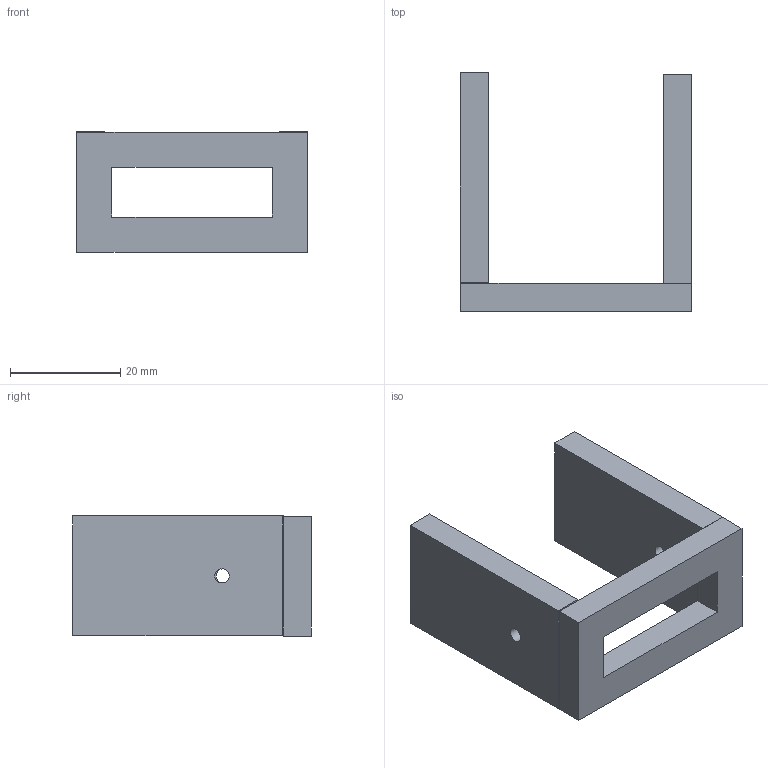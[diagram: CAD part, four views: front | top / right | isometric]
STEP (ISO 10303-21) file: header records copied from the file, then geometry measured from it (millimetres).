
FILE_DESCRIPTION(/* description */ ('STEP AP242','CAx-IF Rec.Pracs.---Representation and Presentation of Product Manufacturing Information (PMI)---4.0---2014-10-13','CAx-IF Rec.Pracs.---3D Tessellated Geometry---0.4---2014-09-14','2;1'),/* implementation_level */ '2;1');
FILE_NAME(/* name */ '681c19bd9574306bd60d9908',/* time_stamp */ '2025-05-08T02:41:01Z',/* author */ (''),/* organization */ (''),/* preprocessor_version */ 'ST-DEVELOPER v20',/* originating_system */ 'ONSHAPE BY PTC INC, 1.197',/* authorisation */ ' ');
FILE_SCHEMA (('AP242_MANAGED_MODEL_BASED_3D_ENGINEERING_MIM_LF { 1 0 10303 442 1 1 4 }'));
Length unit declared in the file: metre
Products named in the file (3): Assembly 1; Part 1; Part 2
Assembly tree (3 placements, depth 2):
  Assembly 1
    Part 1  x2
    Part 2
Bounding box: 41.97 x 43.23 x 21.78 mm (x, y, z)
Volume: 11610.8 mm3; surface area: 6900.6 mm2
Topology: 3 solids, 3 shells, 24 faces, 54 edges, 36 vertices
Faces by surface type: plane 22, cylinder 2
Full cylindrical faces by diameter (mm): 2.601 x2
Entity records: 554 total; most frequent: CARTESIAN_POINT 85, DIRECTION 82, ORIENTED_EDGE 76, EDGE_CURVE 38, LINE 36, VECTOR 36, VERTEX_POINT 26, AXIS2_PLACEMENT_3D 23
